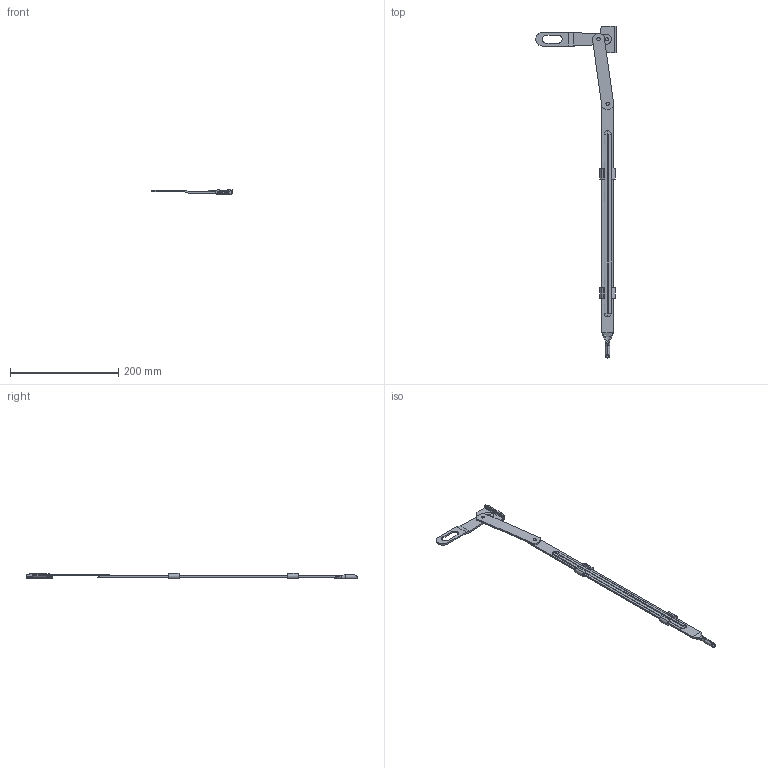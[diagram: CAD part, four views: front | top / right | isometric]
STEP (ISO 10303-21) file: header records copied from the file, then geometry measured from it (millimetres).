
FILE_DESCRIPTION (( 'STEP AP203' ), '1' );
FILE_NAME ('410-600.step', '2023-09-29T11:13:10', ( '' ), ( '' ), 'SwSTEP 2.0', 'SolidWorks 2018', '' );
FILE_SCHEMA (( 'CONFIG_CONTROL_DESIGN' ));
Length unit declared in the file: millimetre
Products named in the file (7): 410-x00 Teil4_410-x00 Teil4; 410-x00 Teil2_410-x00 Teil2; 410-600; 410-x00 Teil1_410-600 Teil1; 410-x00 Teil5_410-x00 Teil5; 410-x00 Teil3_410-x00 Teil3; 410-x00 Teil6_410-x00 Teil6
Assembly tree (9 placements, depth 2):
  410-600
    410-x00 Teil4_410-x00 Teil4
    410-x00 Teil1_410-600 Teil1
    410-x00 Teil2_410-x00 Teil2
    410-x00 Teil3_410-x00 Teil3
    410-x00 Teil5_410-x00 Teil5  x2
    410-x00 Teil6_410-x00 Teil6  x3
Bounding box: 149 x 612.33 x 11 mm (x, y, z)
Volume: 59859.4 mm3; surface area: 46393.9 mm2
Topology: 9 solids, 9 shells, 362 faces, 924 edges, 606 vertices
Faces by surface type: plane 191, bspline 122, cylinder 37, torus 12
Full cylindrical faces by diameter (mm): 5.9 x3, 6 x6
Entity records: 16962 total; most frequent: CARTESIAN_POINT 8564, ORIENTED_EDGE 1750, DIRECTION 1187, EDGE_CURVE 875, VERTEX_POINT 578, VECTOR 557, LINE 557, EDGE_LOOP 389
